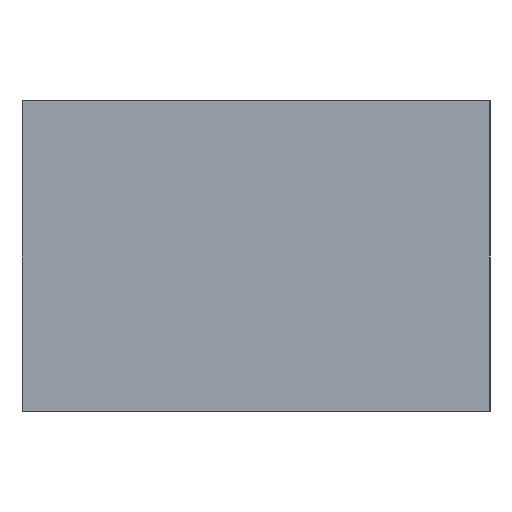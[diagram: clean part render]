
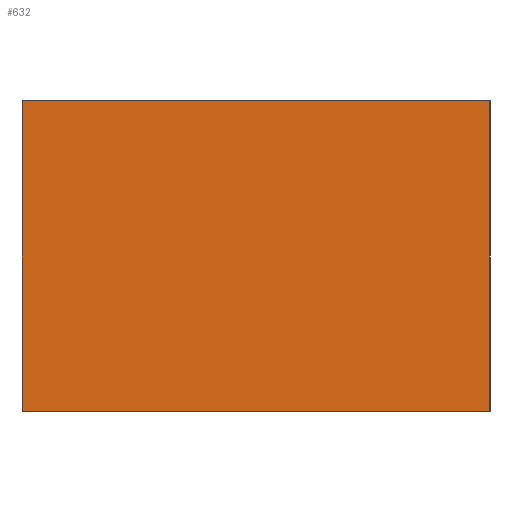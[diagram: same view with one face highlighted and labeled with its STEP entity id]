
A CAD part, left-side view. The second image highlights one B-rep face of the part: STEP entity #632.
In plain terms, the highlighted planar face has unit normal (-1, 0, 0).
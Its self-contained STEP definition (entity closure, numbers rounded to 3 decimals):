
#22 = VERTEX_POINT('',#23);
#23 = CARTESIAN_POINT('',(-15.3,-7.65,0.));
#31 = EDGE_CURVE('',#22,#32,#34,.T.);
#32 = VERTEX_POINT('',#33);
#33 = CARTESIAN_POINT('',(-15.3,-7.65,11.75));
#34 = LINE('',#35,#36);
#35 = CARTESIAN_POINT('',(-15.3,-7.65,0.));
#36 = VECTOR('',#37,1.);
#37 = DIRECTION('',(0.,0.,1.));
#192 = VERTEX_POINT('',#193);
#193 = CARTESIAN_POINT('',(-15.3,10.05,0.));
#199 = EDGE_CURVE('',#192,#22,#200,.T.);
#200 = LINE('',#201,#202);
#201 = CARTESIAN_POINT('',(-15.3,10.05,0.));
#202 = VECTOR('',#203,1.);
#203 = DIRECTION('',(0.,-1.,0.));
#615 = VERTEX_POINT('',#616);
#616 = CARTESIAN_POINT('',(-15.3,10.05,11.75));
#622 = EDGE_CURVE('',#615,#32,#623,.T.);
#623 = LINE('',#624,#625);
#624 = CARTESIAN_POINT('',(-15.3,10.05,11.75));
#625 = VECTOR('',#626,1.);
#626 = DIRECTION('',(0.,-1.,0.));
#632 = ADVANCED_FACE('',(#633),#644,.F.);
#633 = FACE_BOUND('',#634,.F.);
#634 = EDGE_LOOP('',(#635,#641,#642,#643));
#635 = ORIENTED_EDGE('',*,*,#636,.T.);
#636 = EDGE_CURVE('',#192,#615,#637,.T.);
#637 = LINE('',#638,#639);
#638 = CARTESIAN_POINT('',(-15.3,10.05,0.));
#639 = VECTOR('',#640,1.);
#640 = DIRECTION('',(0.,0.,1.));
#641 = ORIENTED_EDGE('',*,*,#622,.T.);
#642 = ORIENTED_EDGE('',*,*,#31,.F.);
#643 = ORIENTED_EDGE('',*,*,#199,.F.);
#644 = PLANE('',#645);
#645 = AXIS2_PLACEMENT_3D('',#646,#647,#648);
#646 = CARTESIAN_POINT('',(-15.3,10.05,0.));
#647 = DIRECTION('',(1.,0.,0.));
#648 = DIRECTION('',(0.,-1.,0.));
